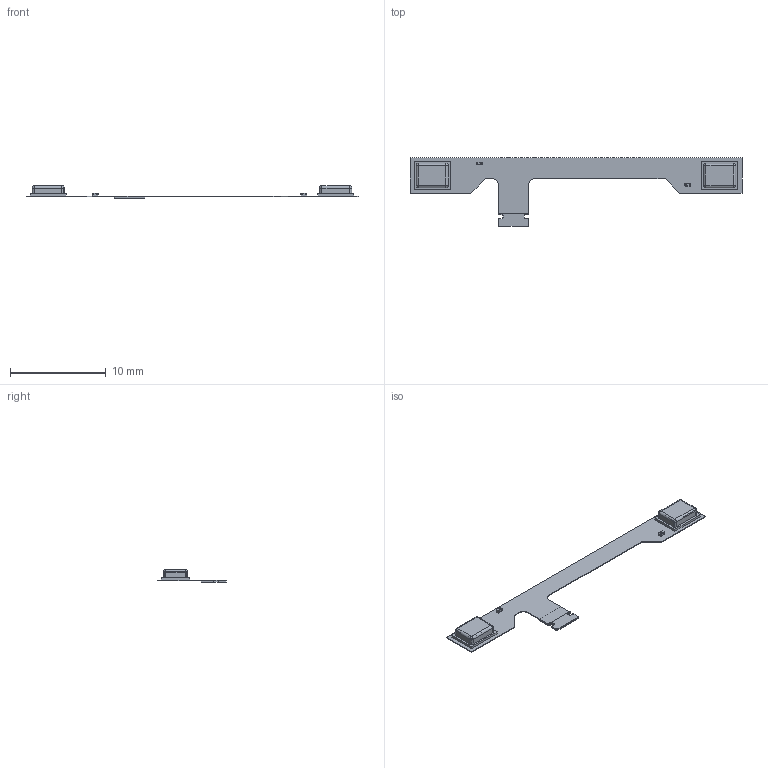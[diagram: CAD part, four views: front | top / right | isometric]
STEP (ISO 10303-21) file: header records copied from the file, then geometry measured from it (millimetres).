
FILE_DESCRIPTION(('Open CASCADE Model'),'2;1');
FILE_NAME('Open CASCADE Shape Model','2022-01-29T20:54:02',('Author'),( 'Open CASCADE'),'Open CASCADE STEP processor 6.8','Open CASCADE 6.8' ,'Unknown');
FILE_SCHEMA(('AUTOMOTIVE_DESIGN { 1 0 10303 214 1 1 1 1 }'));
Length unit declared in the file: millimetre
Products named in the file (17): PCB; Board; Open CASCADE STEP translator 6.8 1.1.1; MK2; amm-3738-b-r; MK1; C2; Cap_Murata_GRM0335C1HR30BA01D_eec; terminals; body; logo; C1; J1; 6644242832; Extruded; 6644244432
Assembly tree (18 placements, depth 4):
  PCB
    Board
      Open CASCADE STEP translator 6.8 1.1.1
    MK2
      amm-3738-b-r
    MK1
      amm-3738-b-r
    C2
      Cap_Murata_GRM0335C1HR30BA01D_eec
        terminals
        body
        logo
    C1
      Cap_Murata_GRM0335C1HR30BA01D_eec
        terminals
        body
        logo
    J1
      6644242832
        Extruded
      6644244432
        Extruded
Bounding box: 34.62 x 7.15 x 1.33 mm (x, y, z)
Volume: 19.1 mm3; surface area: 382.8 mm2
Topology: 27 solids, 27 shells, 668 faces, 1764 edges, 1152 vertices
Faces by surface type: plane 322, bspline 216, cylinder 106, sphere 24
Full cylindrical faces by diameter (mm): 0.25 x2, 0.41 x2, 0.56 x4, 0.61 x4, 0.72 x4, 1.24 x2
Entity records: 13291 total; most frequent: CARTESIAN_POINT 3194, ORIENTED_EDGE 2064, DIRECTION 1784, EDGE_CURVE 1032, LINE 688, VECTOR 688, VERTEX_POINT 676, AXIS2_PLACEMENT_3D 548
